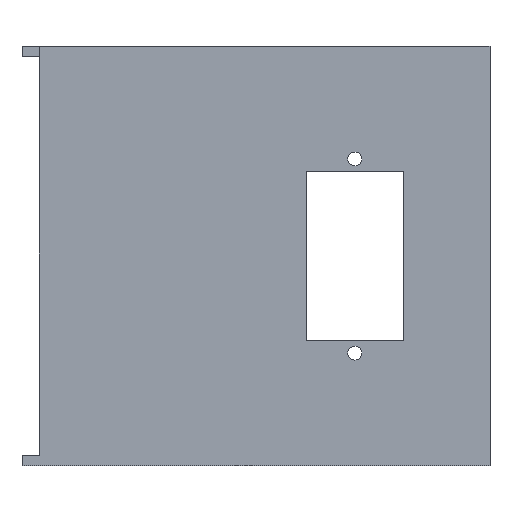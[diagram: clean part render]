
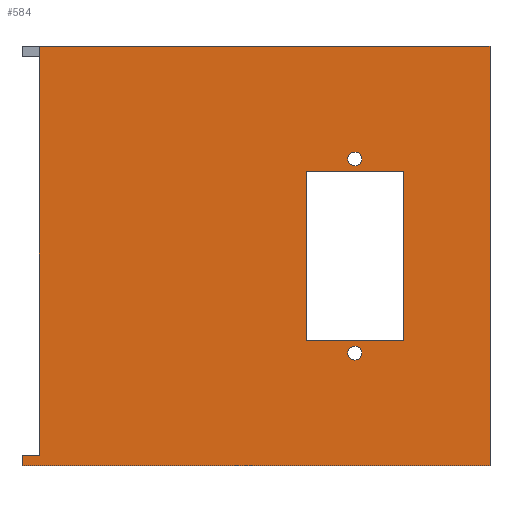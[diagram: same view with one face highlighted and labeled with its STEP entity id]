
A CAD part, left-side view. The second image highlights one B-rep face of the part: STEP entity #584.
In plain terms, the highlighted planar face has unit normal (-1, 0, 0).
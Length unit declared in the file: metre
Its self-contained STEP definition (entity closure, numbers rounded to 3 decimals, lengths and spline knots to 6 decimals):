
#17=CIRCLE('',#630,0.002);
#18=CIRCLE('',#631,0.002);
#48=ORIENTED_EDGE('',*,*,#208,.F.);
#49=ORIENTED_EDGE('',*,*,#209,.F.);
#50=ORIENTED_EDGE('',*,*,#210,.T.);
#51=ORIENTED_EDGE('',*,*,#211,.T.);
#52=ORIENTED_EDGE('',*,*,#195,.T.);
#53=ORIENTED_EDGE('',*,*,#212,.F.);
#54=ORIENTED_EDGE('',*,*,#213,.F.);
#55=ORIENTED_EDGE('',*,*,#214,.T.);
#56=ORIENTED_EDGE('',*,*,#193,.F.);
#57=ORIENTED_EDGE('',*,*,#215,.F.);
#58=ORIENTED_EDGE('',*,*,#216,.T.);
#59=ORIENTED_EDGE('',*,*,#217,.T.);
#60=ORIENTED_EDGE('',*,*,#218,.F.);
#61=ORIENTED_EDGE('',*,*,#219,.F.);
#193=EDGE_CURVE('',#273,#274,#327,.T.);
#195=EDGE_CURVE('',#275,#276,#329,.T.);
#208=EDGE_CURVE('',#287,#287,#17,.T.);
#209=EDGE_CURVE('',#288,#288,#18,.T.);
#210=EDGE_CURVE('',#289,#290,#342,.T.);
#211=EDGE_CURVE('',#290,#275,#343,.T.);
#212=EDGE_CURVE('',#291,#276,#344,.T.);
#213=EDGE_CURVE('',#292,#291,#345,.T.);
#214=EDGE_CURVE('',#292,#274,#346,.T.);
#215=EDGE_CURVE('',#289,#273,#347,.T.);
#216=EDGE_CURVE('',#293,#294,#348,.T.);
#217=EDGE_CURVE('',#294,#295,#349,.T.);
#218=EDGE_CURVE('',#296,#295,#350,.T.);
#219=EDGE_CURVE('',#293,#296,#351,.T.);
#273=VERTEX_POINT('',#837);
#274=VERTEX_POINT('',#839);
#275=VERTEX_POINT('',#843);
#276=VERTEX_POINT('',#844);
#287=VERTEX_POINT('',#871);
#288=VERTEX_POINT('',#873);
#289=VERTEX_POINT('',#875);
#290=VERTEX_POINT('',#876);
#291=VERTEX_POINT('',#879);
#292=VERTEX_POINT('',#881);
#293=VERTEX_POINT('',#885);
#294=VERTEX_POINT('',#886);
#295=VERTEX_POINT('',#888);
#296=VERTEX_POINT('',#890);
#327=LINE('',#838,#397);
#329=LINE('',#842,#399);
#342=LINE('',#874,#412);
#343=LINE('',#877,#413);
#344=LINE('',#878,#414);
#345=LINE('',#880,#415);
#346=LINE('',#882,#416);
#347=LINE('',#883,#417);
#348=LINE('',#884,#418);
#349=LINE('',#887,#419);
#350=LINE('',#889,#420);
#351=LINE('',#891,#421);
#397=VECTOR('',#677,1.);
#399=VECTOR('',#681,1.);
#412=VECTOR('',#704,1.);
#413=VECTOR('',#705,1.);
#414=VECTOR('',#706,1.);
#415=VECTOR('',#707,1.);
#416=VECTOR('',#708,1.);
#417=VECTOR('',#709,1.);
#418=VECTOR('',#710,1.);
#419=VECTOR('',#711,1.);
#420=VECTOR('',#712,1.);
#421=VECTOR('',#713,1.);
#465=EDGE_LOOP('',(#48));
#466=EDGE_LOOP('',(#49));
#467=EDGE_LOOP('',(#50,#51,#52,#53,#54,#55,#56,#57));
#468=EDGE_LOOP('',(#58,#59,#60,#61));
#511=FACE_BOUND('',#465,.T.);
#512=FACE_BOUND('',#466,.T.);
#513=FACE_BOUND('',#467,.T.);
#514=FACE_BOUND('',#468,.T.);
#557=PLANE('',#629);
#584=ADVANCED_FACE('',(#511,#512,#513,#514),#557,.F.);
#629=AXIS2_PLACEMENT_3D('',#869,#698,#699);
#630=AXIS2_PLACEMENT_3D('',#870,#700,#701);
#631=AXIS2_PLACEMENT_3D('',#872,#702,#703);
#677=DIRECTION('',(0.,0.,-1.));
#681=DIRECTION('',(0.,0.,-1.));
#698=DIRECTION('',(1.,0.,0.));
#699=DIRECTION('',(0.,0.,-1.));
#700=DIRECTION('',(-1.,0.,0.));
#701=DIRECTION('',(0.,0.,1.));
#702=DIRECTION('',(-1.,0.,0.));
#703=DIRECTION('',(0.,0.,1.));
#704=DIRECTION('',(0.,0.,-1.));
#705=DIRECTION('',(0.,0.,-1.));
#706=DIRECTION('',(0.,-1.,0.));
#707=DIRECTION('',(0.,0.,1.));
#708=DIRECTION('',(0.,-1.,0.));
#709=DIRECTION('',(0.,-1.,0.));
#710=DIRECTION('',(0.,0.,-1.));
#711=DIRECTION('',(0.,1.,0.));
#712=DIRECTION('',(0.,0.,-1.));
#713=DIRECTION('',(0.,1.,0.));
#837=CARTESIAN_POINT('',(-0.245,-0.1,0.1175));
#838=CARTESIAN_POINT('',(-0.245,-0.1,0.1175));
#839=CARTESIAN_POINT('',(-0.245,-0.1,-0.0035));
#842=CARTESIAN_POINT('',(-0.245,0.03,0.1175));
#843=CARTESIAN_POINT('',(-0.245,0.03,0.114499));
#844=CARTESIAN_POINT('',(-0.245,0.03,-0.0005));
#869=CARTESIAN_POINT('',(-0.245,0.015,0.1175));
#870=CARTESIAN_POINT('',(-0.245,-0.061,0.029));
#871=CARTESIAN_POINT('',(-0.245,-0.061,0.031));
#872=CARTESIAN_POINT('',(-0.245,-0.061,0.085));
#873=CARTESIAN_POINT('',(-0.245,-0.061,0.087));
#874=CARTESIAN_POINT('',(-0.245,0.03,0.1175));
#875=CARTESIAN_POINT('',(-0.245,0.03,0.1175));
#876=CARTESIAN_POINT('',(-0.245,0.03,0.117499));
#877=CARTESIAN_POINT('',(-0.245,0.03,0.1175));
#878=CARTESIAN_POINT('',(-0.245,0.035,-0.0005));
#879=CARTESIAN_POINT('',(-0.245,0.035,-0.0005));
#880=CARTESIAN_POINT('',(-0.245,0.035,-0.002));
#881=CARTESIAN_POINT('',(-0.245,0.035,-0.0035));
#882=CARTESIAN_POINT('',(-0.245,0.015,-0.0035));
#883=CARTESIAN_POINT('',(-0.245,0.015,0.1175));
#884=CARTESIAN_POINT('',(-0.245,-0.075,0.057));
#885=CARTESIAN_POINT('',(-0.245,-0.075,0.0815));
#886=CARTESIAN_POINT('',(-0.245,-0.075,0.0325));
#887=CARTESIAN_POINT('',(-0.245,-0.061,0.0325));
#888=CARTESIAN_POINT('',(-0.245,-0.047,0.0325));
#889=CARTESIAN_POINT('',(-0.245,-0.047,0.057));
#890=CARTESIAN_POINT('',(-0.245,-0.047,0.0815));
#891=CARTESIAN_POINT('',(-0.245,-0.061,0.0815));
